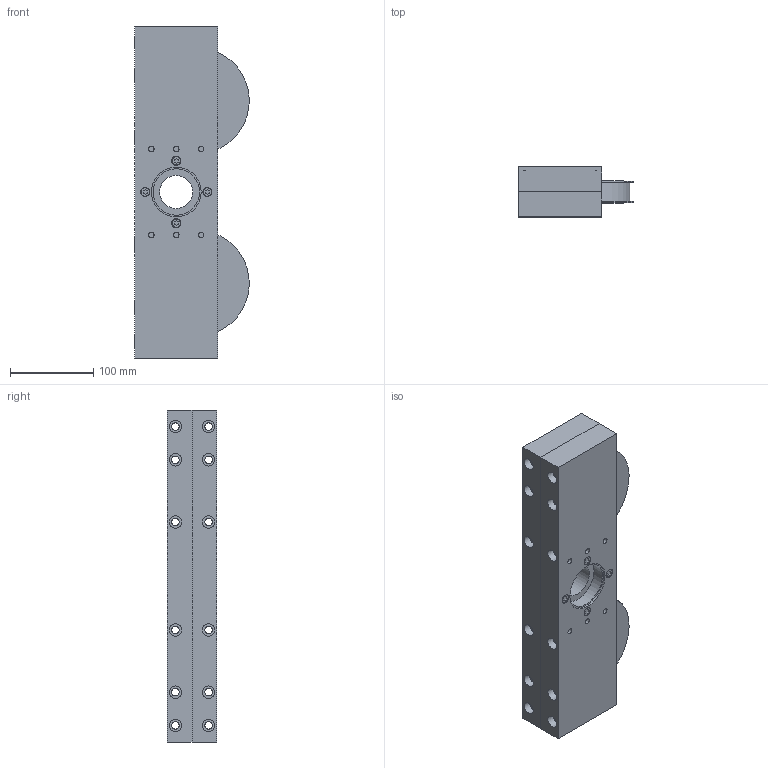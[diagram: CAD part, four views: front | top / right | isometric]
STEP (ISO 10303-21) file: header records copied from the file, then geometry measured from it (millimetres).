
FILE_DESCRIPTION((''),'2;1');
FILE_NAME('SL0600N.ipt.step','2007-09-10T15:14:05',(''),(''),'Autodesk Inventor 11','Autodesk Inventor 11','');
FILE_SCHEMA(('AUTOMOTIVE_DESIGN { 1 0 10303 214 1 1 1 1 }'));
Length unit declared in the file: millimetre
Products named in the file (1): SL0600N
Bounding box: 137.94 x 60 x 400 mm (x, y, z)
Volume: 2252172.3 mm3; surface area: 279837.7 mm2
Topology: 1 solids, 1 shells, 311 faces, 677 edges, 446 vertices
Faces by surface type: plane 150, bspline 126, cylinder 35
Full cylindrical faces by diameter (mm): 6.647 x6, 10 x14, 11 x4, 40 x1, 56 x1, 60 x1
Entity records: 8869 total; most frequent: CARTESIAN_POINT 2492, ORIENTED_EDGE 1200, DIRECTION 1150, EDGE_CURVE 600, EDGE_LOOP 500, VERTEX_POINT 446, VECTOR 422, LINE 422
